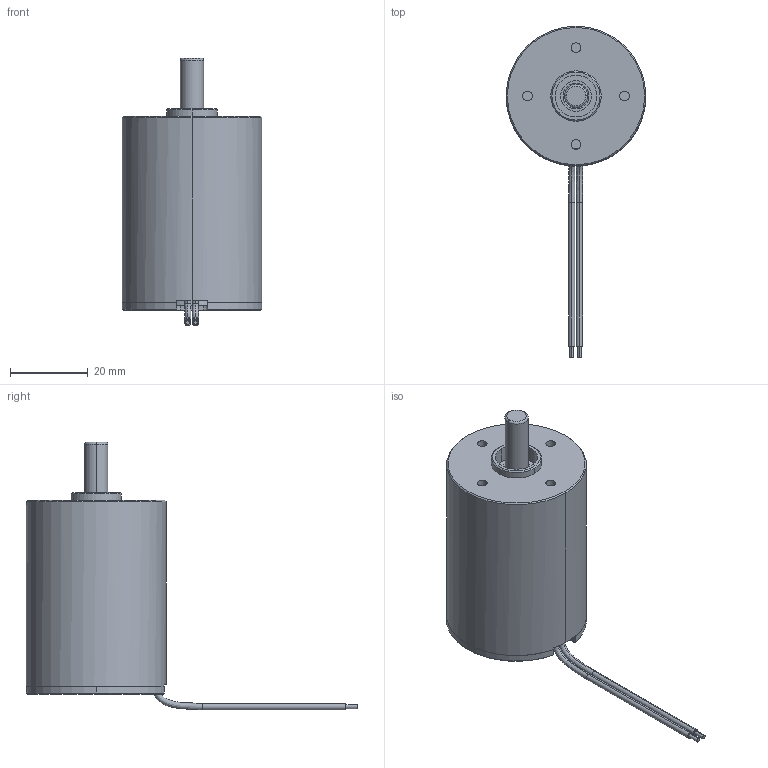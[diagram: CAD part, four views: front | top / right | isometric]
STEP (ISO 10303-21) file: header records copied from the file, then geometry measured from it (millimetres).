
FILE_DESCRIPTION (( 'STEP AP214' ), '1' );
FILE_NAME ('BD3650.STEP', '2025-12-01T06:44:14', ( 'Windows 蚚誧' ), ( 'Organization' ), 'SwSTEP 2.0', 'SolidWorks 2024', '' );
FILE_SCHEMA (( 'AUTOMOTIVE_DESIGN' ));
Length unit declared in the file: millimetre
Products named in the file (1): BD3650
Bounding box: 36 x 85.4 x 69 mm (x, y, z)
Volume: 14192.3 mm3; surface area: 18532 mm2
Topology: 6 solids, 6 shells, 146 faces, 320 edges, 200 vertices
Faces by surface type: cylinder 70, plane 36, cone 24, torus 12, bspline 4
Entity records: 4904 total; most frequent: CARTESIAN_POINT 1467, DIRECTION 786, ORIENTED_EDGE 640, AXIS2_PLACEMENT_3D 335, EDGE_CURVE 320, VERTEX_POINT 200, CIRCLE 192, EDGE_LOOP 172
